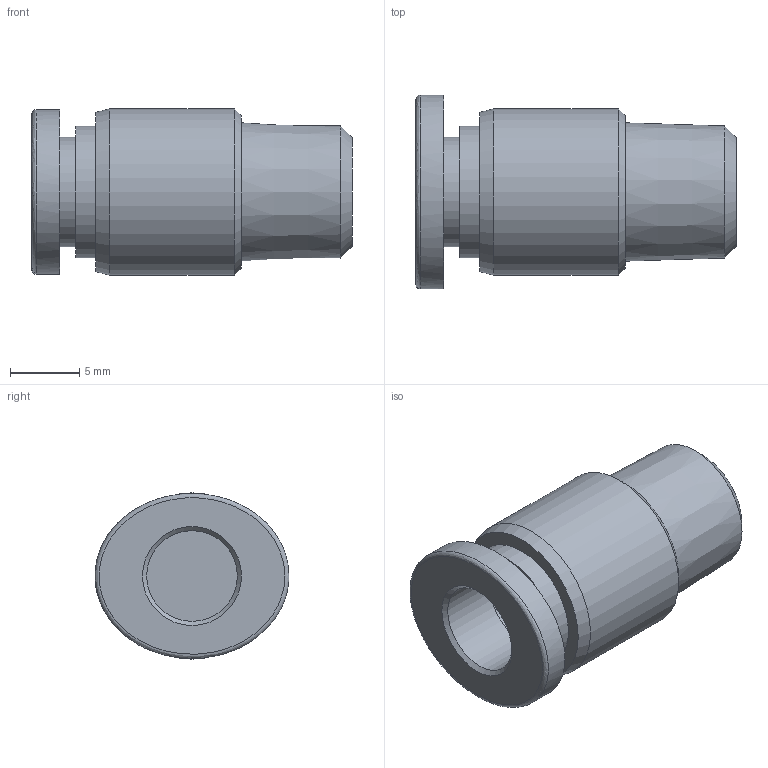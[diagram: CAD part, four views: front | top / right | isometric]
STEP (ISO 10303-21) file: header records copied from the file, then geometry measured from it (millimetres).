
FILE_DESCRIPTION((''),'2;1');
FILE_NAME('POC 1_4-N01U.stp','2016-10-17T14:21:01',('Administrator'),(''),'Autodesk Inventor 2013','Autodesk Inventor 2013','');
FILE_SCHEMA(('CONFIG_CONTROL_DESIGN'));
Length unit declared in the file: millimetre
Products named in the file (3): POC 1_4-N01U; NOC 1_4-NPT1_8 BODY; SLEEVE N1_4C
Assembly tree (2 placements, depth 2):
  POC 1_4-N01U
    NOC 1_4-NPT1_8 BODY
    SLEEVE N1_4C
Bounding box: 23.1 x 14 x 12 mm (x, y, z)
Volume: 1588.2 mm3; surface area: 1558.9 mm2
Topology: 2 solids, 2 shells, 20 faces, 31 edges, 19 vertices
Faces by surface type: plane 8, cone 5, cylinder 5, bspline 2
Full cylindrical faces by diameter (mm): 6.55 x2, 7.9 x1, 9.5 x1, 12 x1
Entity records: 599 total; most frequent: CARTESIAN_POINT 190, DIRECTION 82, AXIS2_PLACEMENT_3D 41, ORIENTED_EDGE 40, EDGE_LOOP 37, EDGE_CURVE 20, FACE_OUTER_BOUND 20, ADVANCED_FACE 20
